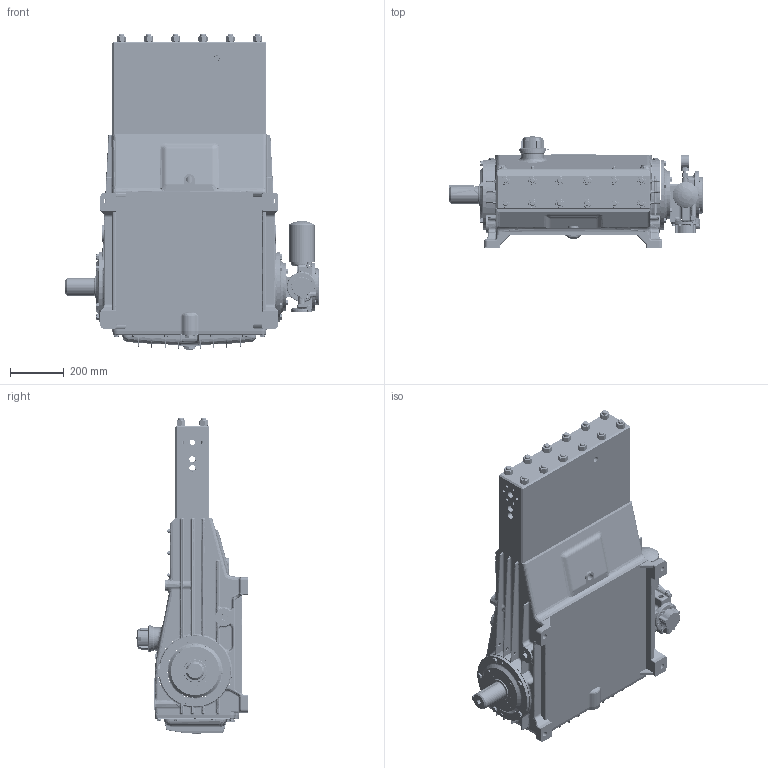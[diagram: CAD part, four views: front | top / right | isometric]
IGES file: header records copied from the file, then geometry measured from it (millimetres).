
Start section: SolidWorks IGES file using analytic representation for surfaces
Global section: file name: PP14617.IGS; native system: SolidWorks 2016; preprocessor: SolidWorks 2016; author: DMM; date: 160428.131935; units: inch
Bounding box: 944.5 x 414.45 x 1178.89 mm (x, y, z)
Surface area: 3883672.7 mm2 (no closed solid volume)
Topology: 0 solids, 0 shells, 3041 faces, 73426 edges, 73364 vertices
Faces by surface type: bspline 1649, revolution 1392
